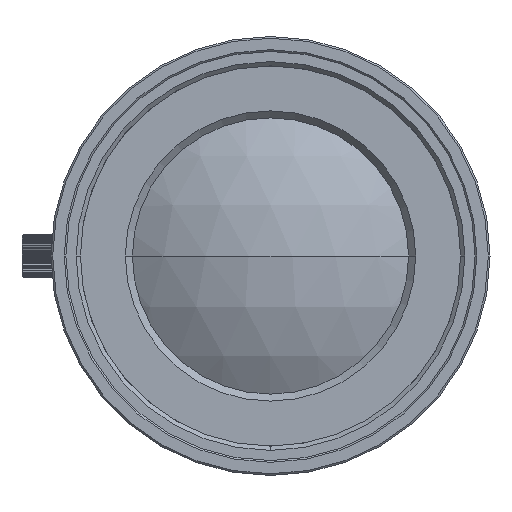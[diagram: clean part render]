
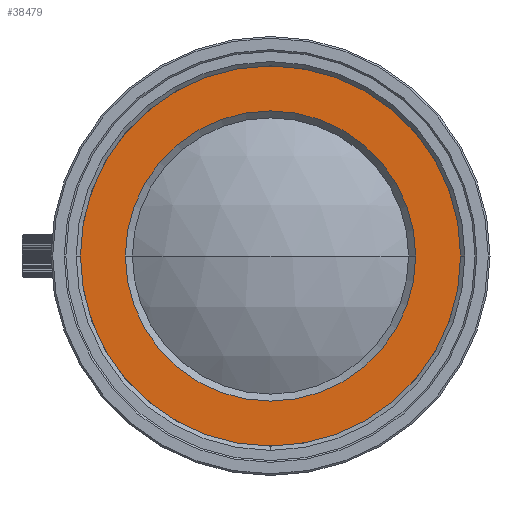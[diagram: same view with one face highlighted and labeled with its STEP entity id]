
A CAD part, left-side view. The second image highlights one B-rep face of the part: STEP entity #38479.
In plain terms, the highlighted face is planar.
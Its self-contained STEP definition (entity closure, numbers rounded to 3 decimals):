
#53 = CIRCLE ( 'NONE', #68591, 17.025 ) ;
#2431 = CARTESIAN_POINT ( 'NONE',  ( 40.54, 22.148, 3.19 ) ) ;
#2931 = CARTESIAN_POINT ( 'NONE',  ( 40.54, 22.299, 1.072 ) ) ;
#3446 = CARTESIAN_POINT ( 'NONE',  ( 40.54, -22.3, 0. ) ) ;
#3597 = CARTESIAN_POINT ( 'NONE',  ( 40.54, -17.025, 0. ) ) ;
#3859 = CARTESIAN_POINT ( 'NONE',  ( 40.54, -9.298, -20.353 ) ) ;
#5445 = ORIENTED_EDGE ( 'NONE', *, *, #44768, .F. ) ;
#7743 = CARTESIAN_POINT ( 'NONE',  ( 40.54, 17.025, 0. ) ) ;
#10105 = VERTEX_POINT ( 'NONE', #57587 ) ;
#10610 = CARTESIAN_POINT ( 'NONE',  ( 40.54, -6.307, 21.469 ) ) ;
#11110 = CARTESIAN_POINT ( 'NONE',  ( 40.54, 14.639, 16.923 ) ) ;
#12020 = DIRECTION ( 'NONE',  ( -1., 0., 0. ) ) ;
#12134 = CARTESIAN_POINT ( 'NONE',  ( 40.54, 16.896, 14.67 ) ) ;
#12536 = CARTESIAN_POINT ( 'NONE',  ( 40.54, 18.813, -12.114 ) ) ;
#13516 = CARTESIAN_POINT ( 'NONE',  ( 40.54, -16.911, -14.654 ) ) ;
#14603 = AXIS2_PLACEMENT_3D ( 'NONE', #88691, #12020, #25815 ) ;
#15715 = ORIENTED_EDGE ( 'NONE', *, *, #16534, .F. ) ;
#16534 = EDGE_CURVE ( 'NONE', #66408, #41150, #99236, .T. ) ;
#18775 = CARTESIAN_POINT ( 'NONE',  ( 40.54, 18.813, 12.114 ) ) ;
#19271 = CARTESIAN_POINT ( 'NONE',  ( 40.54, -18.827, 12.093 ) ) ;
#19676 = FACE_OUTER_BOUND ( 'NONE', #63868, .T. ) ;
#19742 = DIRECTION ( 'NONE',  ( 1., 0., 0. ) ) ;
#20694 = CARTESIAN_POINT ( 'NONE',  ( 40.54, -6.307, -21.469 ) ) ;
#21183 = CARTESIAN_POINT ( 'NONE',  ( 40.54, 21.464, -6.325 ) ) ;
#21488 = EDGE_LOOP ( 'NONE', ( #53074, #15715 ) ) ;
#25815 = DIRECTION ( 'NONE',  ( 0., 0., 1. ) ) ;
#27877 = CARTESIAN_POINT ( 'NONE',  ( 40.54, -18.827, -12.093 ) ) ;
#27923 = CARTESIAN_POINT ( 'NONE',  ( 40.54, 0., 0. ) ) ;
#33393 = CARTESIAN_POINT ( 'NONE',  ( 40.54, 0., 0. ) ) ;
#33971 = EDGE_CURVE ( 'NONE', #41150, #66408, #53, .T. ) ;
#34496 = CARTESIAN_POINT ( 'NONE',  ( 40.54, -3.186, -22.148 ) ) ;
#35016 = CARTESIAN_POINT ( 'NONE',  ( 40.54, 9.288, -20.357 ) ) ;
#35114 = CARTESIAN_POINT ( 'NONE',  ( 40.54, 22.3, 0. ) ) ;
#35514 = CARTESIAN_POINT ( 'NONE',  ( 40.54, -22.148, -3.184 ) ) ;
#35615 = CARTESIAN_POINT ( 'NONE',  ( 40.54, -3.186, 22.148 ) ) ;
#36513 = CARTESIAN_POINT ( 'NONE',  ( 40.54, 3.182, -22.148 ) ) ;
#38479 = ADVANCED_FACE ( 'NONE', ( #19676, #56981 ), #96361, .F. ) ;
#41150 = VERTEX_POINT ( 'NONE', #3597 ) ;
#41274 = CARTESIAN_POINT ( 'NONE',  ( 40.54, 3.182, 22.148 ) ) ;
#41770 = CARTESIAN_POINT ( 'NONE',  ( 40.54, 20.341, 9.323 ) ) ;
#42695 = CARTESIAN_POINT ( 'NONE',  ( 40.54, 16.896, -14.67 ) ) ;
#42796 = CARTESIAN_POINT ( 'NONE',  ( 40.54, -16.911, 14.654 ) ) ;
#44768 = EDGE_CURVE ( 'NONE', #62222, #10105, #87838, .T. ) ;
#50972 = CARTESIAN_POINT ( 'NONE',  ( 40.54, -0.001, 22.376 ) ) ;
#51387 = CARTESIAN_POINT ( 'NONE',  ( 40.54, -20.35, -9.303 ) ) ;
#51922 = DIRECTION ( 'NONE',  ( 0., 1., 0. ) ) ;
#53074 = ORIENTED_EDGE ( 'NONE', *, *, #33971, .F. ) ;
#56406 = DIRECTION ( 'NONE',  ( 0., -1., 0. ) ) ;
#56981 = FACE_BOUND ( 'NONE', #21488, .T. ) ;
#57097 = CARTESIAN_POINT ( 'NONE',  ( 40.54, -22.299, 1.069 ) ) ;
#57587 = CARTESIAN_POINT ( 'NONE',  ( 40.54, 22.3, 0. ) ) ;
#57613 = CARTESIAN_POINT ( 'NONE',  ( 40.54, -22.148, 3.184 ) ) ;
#58449 = AXIS2_PLACEMENT_3D ( 'NONE', #27923, #19742, #51922 ) ;
#59040 = CARTESIAN_POINT ( 'NONE',  ( 40.54, -14.651, -16.912 ) ) ;
#60449 = CARTESIAN_POINT ( 'NONE',  ( 40.54, -22.3, 0. ) ) ;
#62222 = VERTEX_POINT ( 'NONE', #60449 ) ;
#63868 = EDGE_LOOP ( 'NONE', ( #5445, #85410 ) ) ;
#65689 = CARTESIAN_POINT ( 'NONE',  ( 40.54, -0.001, -22.376 ) ) ;
#65785 = CARTESIAN_POINT ( 'NONE',  ( 40.54, -12.096, 18.825 ) ) ;
#66194 = CARTESIAN_POINT ( 'NONE',  ( 40.54, 22.3, 0. ) ) ;
#66408 = VERTEX_POINT ( 'NONE', #7743 ) ;
#66713 = EDGE_CURVE ( 'NONE', #62222, #10105, #88318, .T. ) ;
#66796 = CARTESIAN_POINT ( 'NONE',  ( 40.54, -21.468, 6.311 ) ) ;
#67204 = CARTESIAN_POINT ( 'NONE',  ( 40.54, -22.299, -1.069 ) ) ;
#68591 = AXIS2_PLACEMENT_3D ( 'NONE', #33393, #89111, #56406 ) ;
#72446 = CARTESIAN_POINT ( 'NONE',  ( 40.54, 6.3, 21.471 ) ) ;
#72944 = CARTESIAN_POINT ( 'NONE',  ( 40.54, 21.464, 6.325 ) ) ;
#73865 = CARTESIAN_POINT ( 'NONE',  ( 40.54, 12.085, -18.832 ) ) ;
#73957 = CARTESIAN_POINT ( 'NONE',  ( 40.54, -14.651, 16.912 ) ) ;
#75362 = CARTESIAN_POINT ( 'NONE',  ( 40.54, -21.468, -6.311 ) ) ;
#81129 = CARTESIAN_POINT ( 'NONE',  ( 40.54, -20.35, 9.303 ) ) ;
#81642 = CARTESIAN_POINT ( 'NONE',  ( 40.54, -9.298, 20.353 ) ) ;
#82064 = CARTESIAN_POINT ( 'NONE',  ( 40.54, -22.3, 0. ) ) ;
#82161 = CARTESIAN_POINT ( 'NONE',  ( 40.54, 12.085, 18.832 ) ) ;
#82567 = CARTESIAN_POINT ( 'NONE',  ( 40.54, -12.096, -18.825 ) ) ;
#85410 = ORIENTED_EDGE ( 'NONE', *, *, #66713, .T. ) ;
#87838 = B_SPLINE_CURVE_WITH_KNOTS ( 'NONE', 3,
 ( #3446, #57097, #57613, #66796, #81129, #19271, #42796, #73957, #65785, #81642, #10610, #35615, #50972, #41274, #72446, #88302, #82161, #11110, #12134, #18775, #41770, #72944, #2431, #2931, #35114 ),
 .UNSPECIFIED., .F., .F.,
 ( 4, 1, 1, 1, 1, 1, 1, 1, 1, 1, 1, 1, 1, 1, 1, 1, 1, 1, 1, 1, 1, 1, 4 ),
 ( 0., 0.045, 0.091, 0.136, 0.182, 0.227, 0.273, 0.318, 0.364, 0.409, 0.455, 0.5, 0.545, 0.591, 0.636, 0.682, 0.727, 0.773, 0.818, 0.864, 0.909, 0.955, 1. ),
 .UNSPECIFIED. ) ;
#88302 = CARTESIAN_POINT ( 'NONE',  ( 40.54, 9.288, 20.357 ) ) ;
#88318 = B_SPLINE_CURVE_WITH_KNOTS ( 'NONE', 3,
 ( #82064, #67204, #35514, #75362, #51387, #27877, #13516, #59040, #82567, #3859, #20694, #34496, #65689, #36513, #97393, #35016, #73865, #91222, #42695, #12536, #98902, #21183, #96890, #98407, #66194 ),
 .UNSPECIFIED., .F., .F.,
 ( 4, 1, 1, 1, 1, 1, 1, 1, 1, 1, 1, 1, 1, 1, 1, 1, 1, 1, 1, 1, 1, 1, 4 ),
 ( 0., 0.045, 0.091, 0.136, 0.182, 0.227, 0.273, 0.318, 0.364, 0.409, 0.455, 0.5, 0.545, 0.591, 0.636, 0.682, 0.727, 0.773, 0.818, 0.864, 0.909, 0.955, 1. ),
 .UNSPECIFIED. ) ;
#88691 = CARTESIAN_POINT ( 'NONE',  ( 40.54, 0., 0. ) ) ;
#89111 = DIRECTION ( 'NONE',  ( 1., 0., 0. ) ) ;
#91222 = CARTESIAN_POINT ( 'NONE',  ( 40.54, 14.639, -16.923 ) ) ;
#96361 = PLANE ( 'NONE',  #14603 ) ;
#96890 = CARTESIAN_POINT ( 'NONE',  ( 40.54, 22.148, -3.19 ) ) ;
#97393 = CARTESIAN_POINT ( 'NONE',  ( 40.54, 6.3, -21.471 ) ) ;
#98407 = CARTESIAN_POINT ( 'NONE',  ( 40.54, 22.299, -1.072 ) ) ;
#98902 = CARTESIAN_POINT ( 'NONE',  ( 40.54, 20.341, -9.323 ) ) ;
#99236 = CIRCLE ( 'NONE', #58449, 17.025 ) ;
